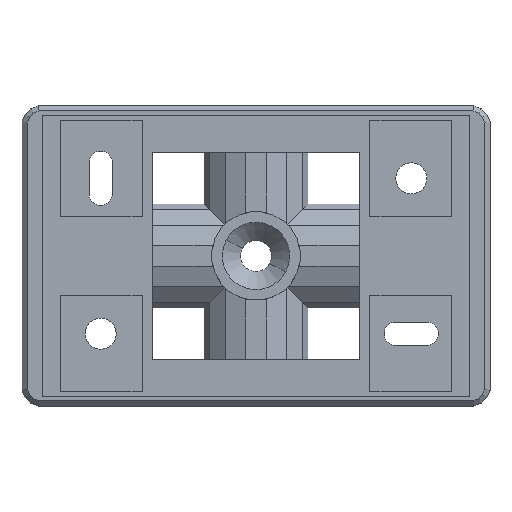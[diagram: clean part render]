
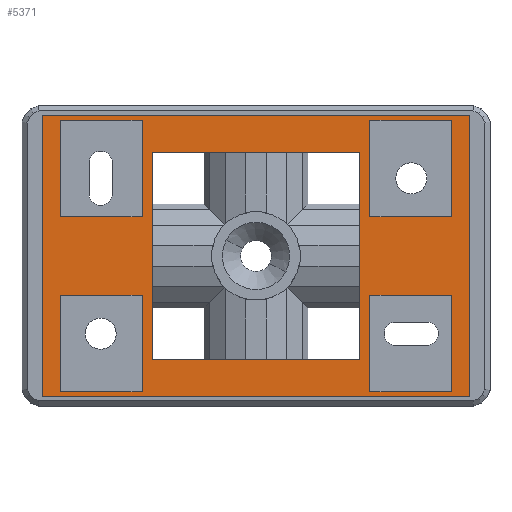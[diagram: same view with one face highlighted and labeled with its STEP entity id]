
A CAD part, top view. The second image highlights one B-rep face of the part: STEP entity #5371.
In plain terms, the highlighted planar face has unit normal (0, 0, 1).
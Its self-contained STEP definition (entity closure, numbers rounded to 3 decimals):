
#5328=AXIS2_PLACEMENT_3D('Plane Axis2P3D',#5325,#5326,#5327) ;
#1274=CARTESIAN_POINT('Vertex',(65.2,9.,9.)) ;
#1277=CARTESIAN_POINT('Line Origine',(65.2,29.,9.)) ;
#1281=CARTESIAN_POINT('Vertex',(65.2,49.,9.)) ;
#1311=CARTESIAN_POINT('Line Origine',(45.2,9.,9.)) ;
#1315=CARTESIAN_POINT('Vertex',(25.2,9.,9.)) ;
#3201=CARTESIAN_POINT('Vertex',(23.2,21.4,9.)) ;
#3204=CARTESIAN_POINT('Line Origine',(15.3,21.4,9.)) ;
#3208=CARTESIAN_POINT('Vertex',(7.4,21.4,9.)) ;
#3235=CARTESIAN_POINT('Line Origine',(7.4,12.1,9.)) ;
#3239=CARTESIAN_POINT('Vertex',(7.4,2.8,9.)) ;
#3266=CARTESIAN_POINT('Line Origine',(15.3,2.8,9.)) ;
#3270=CARTESIAN_POINT('Vertex',(23.2,2.8,9.)) ;
#3295=CARTESIAN_POINT('Line Origine',(23.2,12.1,9.)) ;
#4034=CARTESIAN_POINT('Vertex',(83.,36.6,9.)) ;
#4037=CARTESIAN_POINT('Line Origine',(83.,45.9,9.)) ;
#4041=CARTESIAN_POINT('Vertex',(83.,55.2,9.)) ;
#4065=CARTESIAN_POINT('Vertex',(67.2,36.6,9.)) ;
#4068=CARTESIAN_POINT('Line Origine',(75.1,36.6,9.)) ;
#4089=CARTESIAN_POINT('Vertex',(67.2,55.2,9.)) ;
#4092=CARTESIAN_POINT('Line Origine',(67.2,45.9,9.)) ;
#4109=CARTESIAN_POINT('Line Origine',(75.1,55.2,9.)) ;
#4125=CARTESIAN_POINT('Vertex',(83.,21.4,9.)) ;
#4128=CARTESIAN_POINT('Line Origine',(75.1,21.4,9.)) ;
#4132=CARTESIAN_POINT('Vertex',(67.2,21.4,9.)) ;
#4151=CARTESIAN_POINT('Vertex',(83.,2.8,9.)) ;
#4154=CARTESIAN_POINT('Line Origine',(83.,12.1,9.)) ;
#4170=CARTESIAN_POINT('Vertex',(67.2,2.8,9.)) ;
#4173=CARTESIAN_POINT('Line Origine',(75.1,2.8,9.)) ;
#4185=CARTESIAN_POINT('Line Origine',(67.2,12.1,9.)) ;
#4202=CARTESIAN_POINT('Line Origine',(45.2,1.8,9.)) ;
#4206=CARTESIAN_POINT('Vertex',(88.2,1.8,9.)) ;
#4208=CARTESIAN_POINT('Vertex',(2.2,1.8,9.)) ;
#4237=CARTESIAN_POINT('Line Origine',(88.2,29.,9.)) ;
#4241=CARTESIAN_POINT('Vertex',(88.2,56.2,9.)) ;
#4261=CARTESIAN_POINT('Line Origine',(45.2,56.2,9.)) ;
#4265=CARTESIAN_POINT('Vertex',(2.2,56.2,9.)) ;
#4289=CARTESIAN_POINT('Line Origine',(2.2,29.,9.)) ;
#4372=CARTESIAN_POINT('Vertex',(23.2,55.2,9.)) ;
#4375=CARTESIAN_POINT('Line Origine',(15.3,55.2,9.)) ;
#4379=CARTESIAN_POINT('Vertex',(7.4,55.2,9.)) ;
#4394=CARTESIAN_POINT('Line Origine',(7.4,45.9,9.)) ;
#4398=CARTESIAN_POINT('Vertex',(7.4,36.6,9.)) ;
#4413=CARTESIAN_POINT('Line Origine',(15.3,36.6,9.)) ;
#4417=CARTESIAN_POINT('Vertex',(23.2,36.6,9.)) ;
#4432=CARTESIAN_POINT('Line Origine',(23.2,45.9,9.)) ;
#5217=CARTESIAN_POINT('Vertex',(25.2,49.,9.)) ;
#5220=CARTESIAN_POINT('Line Origine',(25.2,29.,9.)) ;
#5325=CARTESIAN_POINT('Axis2P3D Location',(45.2,29.,9.)) ;
#5336=CARTESIAN_POINT('Line Origine',(45.2,49.,9.)) ;
#1278=DIRECTION('Vector Direction',(0.,-1.,0.)) ;
#1312=DIRECTION('Vector Direction',(1.,0.,0.)) ;
#3205=DIRECTION('Vector Direction',(1.,0.,0.)) ;
#3236=DIRECTION('Vector Direction',(0.,1.,0.)) ;
#3267=DIRECTION('Vector Direction',(-1.,0.,0.)) ;
#3296=DIRECTION('Vector Direction',(0.,-1.,0.)) ;
#4038=DIRECTION('Vector Direction',(0.,-1.,0.)) ;
#4069=DIRECTION('Vector Direction',(-1.,0.,0.)) ;
#4093=DIRECTION('Vector Direction',(0.,1.,0.)) ;
#4110=DIRECTION('Vector Direction',(1.,0.,0.)) ;
#4129=DIRECTION('Vector Direction',(-1.,0.,0.)) ;
#4155=DIRECTION('Vector Direction',(0.,1.,0.)) ;
#4174=DIRECTION('Vector Direction',(1.,0.,0.)) ;
#4186=DIRECTION('Vector Direction',(0.,-1.,0.)) ;
#4203=DIRECTION('Vector Direction',(1.,0.,0.)) ;
#4238=DIRECTION('Vector Direction',(0.,1.,0.)) ;
#4262=DIRECTION('Vector Direction',(-1.,0.,0.)) ;
#4290=DIRECTION('Vector Direction',(0.,-1.,0.)) ;
#4376=DIRECTION('Vector Direction',(-1.,0.,0.)) ;
#4395=DIRECTION('Vector Direction',(0.,-1.,0.)) ;
#4414=DIRECTION('Vector Direction',(1.,0.,0.)) ;
#4433=DIRECTION('Vector Direction',(0.,1.,0.)) ;
#5221=DIRECTION('Vector Direction',(0.,-1.,0.)) ;
#5326=DIRECTION('Axis2P3D Direction',(0.,0.,-1.)) ;
#5327=DIRECTION('Axis2P3D XDirection',(1.,0.,0.)) ;
#5337=DIRECTION('Vector Direction',(1.,0.,0.)) ;
#1279=VECTOR('Line Direction',#1278,1.) ;
#1313=VECTOR('Line Direction',#1312,1.) ;
#3206=VECTOR('Line Direction',#3205,1.) ;
#3237=VECTOR('Line Direction',#3236,1.) ;
#3268=VECTOR('Line Direction',#3267,1.) ;
#3297=VECTOR('Line Direction',#3296,1.) ;
#4039=VECTOR('Line Direction',#4038,1.) ;
#4070=VECTOR('Line Direction',#4069,1.) ;
#4094=VECTOR('Line Direction',#4093,1.) ;
#4111=VECTOR('Line Direction',#4110,1.) ;
#4130=VECTOR('Line Direction',#4129,1.) ;
#4156=VECTOR('Line Direction',#4155,1.) ;
#4175=VECTOR('Line Direction',#4174,1.) ;
#4187=VECTOR('Line Direction',#4186,1.) ;
#4204=VECTOR('Line Direction',#4203,1.) ;
#4239=VECTOR('Line Direction',#4238,1.) ;
#4263=VECTOR('Line Direction',#4262,1.) ;
#4291=VECTOR('Line Direction',#4290,1.) ;
#4377=VECTOR('Line Direction',#4376,1.) ;
#4396=VECTOR('Line Direction',#4395,1.) ;
#4415=VECTOR('Line Direction',#4414,1.) ;
#4434=VECTOR('Line Direction',#4433,1.) ;
#5222=VECTOR('Line Direction',#5221,1.) ;
#5338=VECTOR('Line Direction',#5337,1.) ;
#5331=ORIENTED_EDGE('',*,*,#4210,.F.) ;
#5332=ORIENTED_EDGE('',*,*,#4243,.F.) ;
#5333=ORIENTED_EDGE('',*,*,#4267,.F.) ;
#5334=ORIENTED_EDGE('',*,*,#4293,.F.) ;
#5342=ORIENTED_EDGE('',*,*,#5340,.T.) ;
#5343=ORIENTED_EDGE('',*,*,#1283,.T.) ;
#5344=ORIENTED_EDGE('',*,*,#1317,.T.) ;
#5345=ORIENTED_EDGE('',*,*,#5224,.F.) ;
#5348=ORIENTED_EDGE('',*,*,#3299,.T.) ;
#5349=ORIENTED_EDGE('',*,*,#3272,.T.) ;
#5350=ORIENTED_EDGE('',*,*,#3241,.T.) ;
#5351=ORIENTED_EDGE('',*,*,#3210,.T.) ;
#5354=ORIENTED_EDGE('',*,*,#4381,.T.) ;
#5355=ORIENTED_EDGE('',*,*,#4436,.T.) ;
#5356=ORIENTED_EDGE('',*,*,#4419,.T.) ;
#5357=ORIENTED_EDGE('',*,*,#4400,.T.) ;
#5360=ORIENTED_EDGE('',*,*,#4134,.F.) ;
#5361=ORIENTED_EDGE('',*,*,#4158,.F.) ;
#5362=ORIENTED_EDGE('',*,*,#4177,.F.) ;
#5363=ORIENTED_EDGE('',*,*,#4189,.F.) ;
#5366=ORIENTED_EDGE('',*,*,#4043,.F.) ;
#5367=ORIENTED_EDGE('',*,*,#4072,.F.) ;
#5368=ORIENTED_EDGE('',*,*,#4096,.F.) ;
#5369=ORIENTED_EDGE('',*,*,#4113,.F.) ;
#5346=FACE_BOUND('',#5341,.T.) ;
#5352=FACE_BOUND('',#5347,.T.) ;
#5358=FACE_BOUND('',#5353,.T.) ;
#5364=FACE_BOUND('',#5359,.T.) ;
#5370=FACE_BOUND('',#5365,.T.) ;
#5371=ADVANCED_FACE('S3D - gedreht',(#5335,#5346,#5352,#5358,#5364,#5370),#5329,.F.) ;
#1283=EDGE_CURVE('',#1282,#1275,#1280,.T.) ;
#1317=EDGE_CURVE('',#1275,#1316,#1314,.F.) ;
#3210=EDGE_CURVE('',#3209,#3202,#3207,.T.) ;
#3241=EDGE_CURVE('',#3240,#3209,#3238,.T.) ;
#3272=EDGE_CURVE('',#3271,#3240,#3269,.T.) ;
#3299=EDGE_CURVE('',#3202,#3271,#3298,.T.) ;
#4043=EDGE_CURVE('',#4035,#4042,#4040,.F.) ;
#4072=EDGE_CURVE('',#4066,#4035,#4071,.F.) ;
#4096=EDGE_CURVE('',#4090,#4066,#4095,.F.) ;
#4113=EDGE_CURVE('',#4042,#4090,#4112,.F.) ;
#4134=EDGE_CURVE('',#4126,#4133,#4131,.T.) ;
#4158=EDGE_CURVE('',#4152,#4126,#4157,.T.) ;
#4177=EDGE_CURVE('',#4171,#4152,#4176,.T.) ;
#4189=EDGE_CURVE('',#4133,#4171,#4188,.T.) ;
#4210=EDGE_CURVE('',#4207,#4209,#4205,.F.) ;
#4243=EDGE_CURVE('',#4242,#4207,#4240,.F.) ;
#4267=EDGE_CURVE('',#4266,#4242,#4264,.F.) ;
#4293=EDGE_CURVE('',#4209,#4266,#4292,.F.) ;
#4381=EDGE_CURVE('',#4380,#4373,#4378,.F.) ;
#4400=EDGE_CURVE('',#4399,#4380,#4397,.F.) ;
#4419=EDGE_CURVE('',#4418,#4399,#4416,.F.) ;
#4436=EDGE_CURVE('',#4373,#4418,#4435,.F.) ;
#5224=EDGE_CURVE('',#5218,#1316,#5223,.T.) ;
#5340=EDGE_CURVE('',#5218,#1282,#5339,.T.) ;
#5330=EDGE_LOOP('',(#5331,#5332,#5333,#5334)) ;
#5341=EDGE_LOOP('',(#5342,#5343,#5344,#5345)) ;
#5347=EDGE_LOOP('',(#5348,#5349,#5350,#5351)) ;
#5353=EDGE_LOOP('',(#5354,#5355,#5356,#5357)) ;
#5359=EDGE_LOOP('',(#5360,#5361,#5362,#5363)) ;
#5365=EDGE_LOOP('',(#5366,#5367,#5368,#5369)) ;
#5335=FACE_OUTER_BOUND('',#5330,.T.) ;
#1280=LINE('Line',#1277,#1279) ;
#1314=LINE('Line',#1311,#1313) ;
#3207=LINE('Line',#3204,#3206) ;
#3238=LINE('Line',#3235,#3237) ;
#3269=LINE('Line',#3266,#3268) ;
#3298=LINE('Line',#3295,#3297) ;
#4040=LINE('Line',#4037,#4039) ;
#4071=LINE('Line',#4068,#4070) ;
#4095=LINE('Line',#4092,#4094) ;
#4112=LINE('Line',#4109,#4111) ;
#4131=LINE('Line',#4128,#4130) ;
#4157=LINE('Line',#4154,#4156) ;
#4176=LINE('Line',#4173,#4175) ;
#4188=LINE('Line',#4185,#4187) ;
#4205=LINE('Line',#4202,#4204) ;
#4240=LINE('Line',#4237,#4239) ;
#4264=LINE('Line',#4261,#4263) ;
#4292=LINE('Line',#4289,#4291) ;
#4378=LINE('Line',#4375,#4377) ;
#4397=LINE('Line',#4394,#4396) ;
#4416=LINE('Line',#4413,#4415) ;
#4435=LINE('Line',#4432,#4434) ;
#5223=LINE('Line',#5220,#5222) ;
#5339=LINE('Line',#5336,#5338) ;
#5329=PLANE('',#5328) ;
#1275=VERTEX_POINT('',#1274) ;
#1282=VERTEX_POINT('',#1281) ;
#1316=VERTEX_POINT('',#1315) ;
#3202=VERTEX_POINT('',#3201) ;
#3209=VERTEX_POINT('',#3208) ;
#3240=VERTEX_POINT('',#3239) ;
#3271=VERTEX_POINT('',#3270) ;
#4035=VERTEX_POINT('',#4034) ;
#4042=VERTEX_POINT('',#4041) ;
#4066=VERTEX_POINT('',#4065) ;
#4090=VERTEX_POINT('',#4089) ;
#4126=VERTEX_POINT('',#4125) ;
#4133=VERTEX_POINT('',#4132) ;
#4152=VERTEX_POINT('',#4151) ;
#4171=VERTEX_POINT('',#4170) ;
#4207=VERTEX_POINT('',#4206) ;
#4209=VERTEX_POINT('',#4208) ;
#4242=VERTEX_POINT('',#4241) ;
#4266=VERTEX_POINT('',#4265) ;
#4373=VERTEX_POINT('',#4372) ;
#4380=VERTEX_POINT('',#4379) ;
#4399=VERTEX_POINT('',#4398) ;
#4418=VERTEX_POINT('',#4417) ;
#5218=VERTEX_POINT('',#5217) ;
